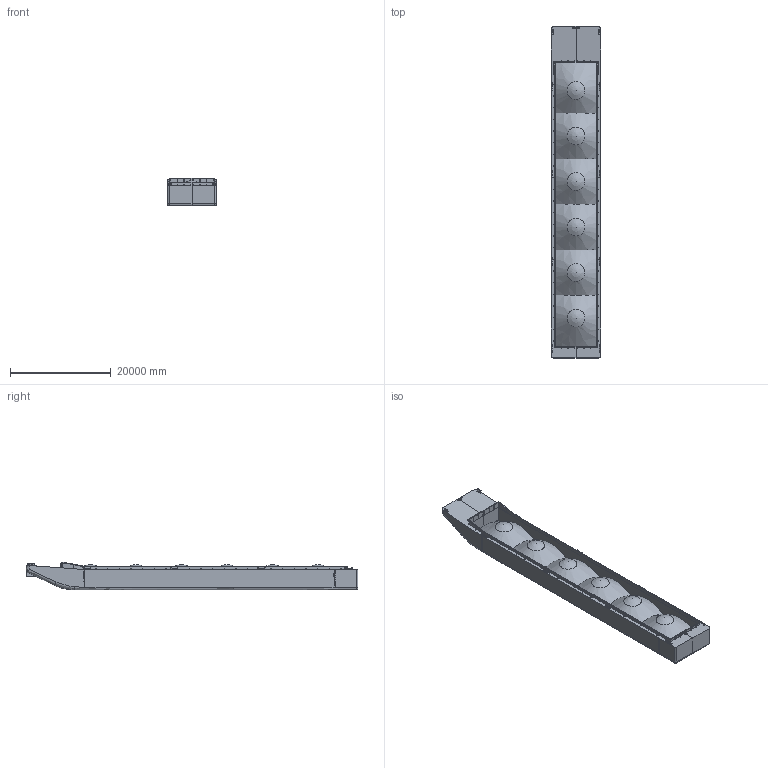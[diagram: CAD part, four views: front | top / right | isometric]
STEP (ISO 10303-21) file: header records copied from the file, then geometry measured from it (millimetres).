
FILE_DESCRIPTION(('FreeCAD Model'),'2;1');
FILE_NAME('Open CASCADE Shape Model','2025-05-04T00:30:23',('FreeCAD'),( 'FreeCAD'),'Open CASCADE STEP processor 7.6','FreeCAD','Unknown');
FILE_SCHEMA(('AUTOMOTIVE_DESIGN { 1 0 10303 214 1 1 1 1 }'));
Products named in the file (1): Open CASCADE STEP translator 7.6 1
Bounding box: 9809.2 x 65810.86 x 5466.6 mm (x, y, z)
Volume: 2159293637982 mm3; surface area: 3917595775.7 mm2
Topology: 102 solids, 102 shells, 1963 faces, 4825 edges, 2868 vertices
Faces by surface type: bspline 1963
Entity records: 67883 total; most frequent: CARTESIAN_POINT 39743, ORIENTED_EDGE 9494, EDGE_CURVE 4747, B_SPLINE_CURVE_WITH_KNOTS 3548, VERTEX_POINT 2868, FACE_BOUND 1999, EDGE_LOOP 1999, ADVANCED_FACE 1963
